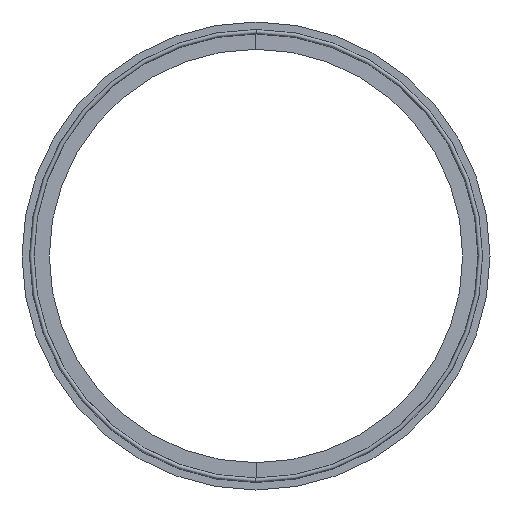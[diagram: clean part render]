
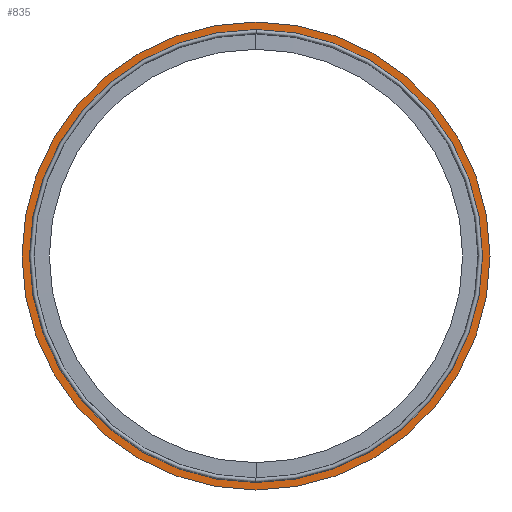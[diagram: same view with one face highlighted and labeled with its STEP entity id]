
A CAD part, left-side view. The second image highlights one B-rep face of the part: STEP entity #835.
In plain terms, the highlighted planar face has unit normal (-1, 0, 0).
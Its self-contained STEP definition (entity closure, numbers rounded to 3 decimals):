
#35 = PLANE ( 'NONE',  #113 ) ;
#73 = EDGE_CURVE ( 'NONE', #895, #783, #632, .T. ) ;
#106 = DIRECTION ( 'NONE',  ( 0., 0., 1. ) ) ;
#111 = CIRCLE ( 'NONE', #618, 139.45 ) ;
#112 = VERTEX_POINT ( 'NONE', #624 ) ;
#113 = AXIS2_PLACEMENT_3D ( 'NONE', #231, #303, #735 ) ;
#158 = EDGE_CURVE ( 'NONE', #112, #346, #111, .T. ) ;
#191 = EDGE_LOOP ( 'NONE', ( #823, #332 ) ) ;
#198 = CIRCLE ( 'NONE', #563, 139.45 ) ;
#225 = CARTESIAN_POINT ( 'NONE',  ( -0.9, 0., 0. ) ) ;
#231 = CARTESIAN_POINT ( 'NONE',  ( -0.9, 139.25, 0. ) ) ;
#234 = AXIS2_PLACEMENT_3D ( 'NONE', #886, #243, #106 ) ;
#243 = DIRECTION ( 'NONE',  ( -1., 0., 0. ) ) ;
#303 = DIRECTION ( 'NONE',  ( 1., 0., 0. ) ) ;
#332 = ORIENTED_EDGE ( 'NONE', *, *, #73, .T. ) ;
#346 = VERTEX_POINT ( 'NONE', #528 ) ;
#430 = DIRECTION ( 'NONE',  ( 1., 0., 0. ) ) ;
#432 = DIRECTION ( 'NONE',  ( 0., 0., -1. ) ) ;
#444 = CARTESIAN_POINT ( 'NONE',  ( -0.9, 0., 0. ) ) ;
#459 = ORIENTED_EDGE ( 'NONE', *, *, #158, .T. ) ;
#506 = AXIS2_PLACEMENT_3D ( 'NONE', #590, #870, #805 ) ;
#507 = DIRECTION ( 'NONE',  ( 1., 0., 0. ) ) ;
#509 = FACE_OUTER_BOUND ( 'NONE', #191, .T. ) ;
#512 = CARTESIAN_POINT ( 'NONE',  ( -0.9, 0., -144.05 ) ) ;
#519 = CIRCLE ( 'NONE', #506, 144.05 ) ;
#528 = CARTESIAN_POINT ( 'NONE',  ( -0.9, 0., 139.45 ) ) ;
#563 = AXIS2_PLACEMENT_3D ( 'NONE', #225, #430, #829 ) ;
#590 = CARTESIAN_POINT ( 'NONE',  ( -0.9, 0., 0. ) ) ;
#618 = AXIS2_PLACEMENT_3D ( 'NONE', #444, #507, #432 ) ;
#624 = CARTESIAN_POINT ( 'NONE',  ( -0.9, 0., -139.45 ) ) ;
#632 = CIRCLE ( 'NONE', #234, 144.05 ) ;
#637 = EDGE_LOOP ( 'NONE', ( #459, #860 ) ) ;
#659 = CARTESIAN_POINT ( 'NONE',  ( -0.9, 0., 144.05 ) ) ;
#716 = EDGE_CURVE ( 'NONE', #346, #112, #198, .T. ) ;
#735 = DIRECTION ( 'NONE',  ( 0., 0., -1. ) ) ;
#752 = EDGE_CURVE ( 'NONE', #783, #895, #519, .T. ) ;
#783 = VERTEX_POINT ( 'NONE', #659 ) ;
#805 = DIRECTION ( 'NONE',  ( 0., 0., 1. ) ) ;
#823 = ORIENTED_EDGE ( 'NONE', *, *, #752, .T. ) ;
#829 = DIRECTION ( 'NONE',  ( 0., 0., -1. ) ) ;
#835 = ADVANCED_FACE ( 'NONE', ( #875, #509 ), #35, .F. ) ;
#860 = ORIENTED_EDGE ( 'NONE', *, *, #716, .T. ) ;
#870 = DIRECTION ( 'NONE',  ( -1., 0., 0. ) ) ;
#875 = FACE_BOUND ( 'NONE', #637, .T. ) ;
#886 = CARTESIAN_POINT ( 'NONE',  ( -0.9, 0., 0. ) ) ;
#895 = VERTEX_POINT ( 'NONE', #512 ) ;
